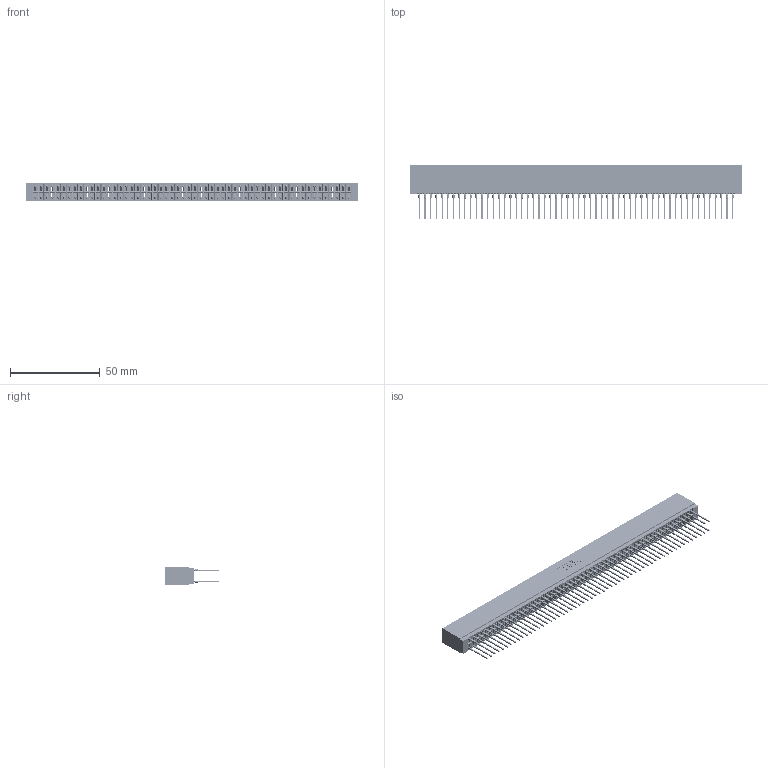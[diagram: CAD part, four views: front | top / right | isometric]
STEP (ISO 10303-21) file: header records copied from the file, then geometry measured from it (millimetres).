
FILE_DESCRIPTION (( 'STEP AP203' ), '1' );
FILE_NAME ('746-112-545-601.STEP', '2026-03-05T01:17:07', ( '' ), ( '' ), 'SwSTEP 2.0', 'SolidWorks 2023', '' );
FILE_SCHEMA (( 'CONFIG_CONTROL_DESIGN' ));
Length unit declared in the file: millimetre
Products named in the file (3): 746-112-545-601; 746-292-001_545; 746 Part_.340 Slot Depth - 01
Assembly tree (113 placements, depth 2):
  746-112-545-601
    746 Part_.340 Slot Depth - 01
    746-292-001_545  x112
Bounding box: 185.04 x 30.59 x 9.91 mm (x, y, z)
Volume: 21582.5 mm3; surface area: 33736.7 mm2
Topology: 113 solids, 113 shells, 10121 faces, 27815 edges, 17703 vertices
Faces by surface type: plane 5207, bspline 2240, cylinder 2002, torus 672
Entity records: 84437 total; most frequent: CARTESIAN_POINT 16665, ORIENTED_EDGE 14560, DIRECTION 12132, EDGE_CURVE 7280, LINE 6536, VECTOR 6536, VERTEX_POINT 4827, AXIS2_PLACEMENT_3D 2798
